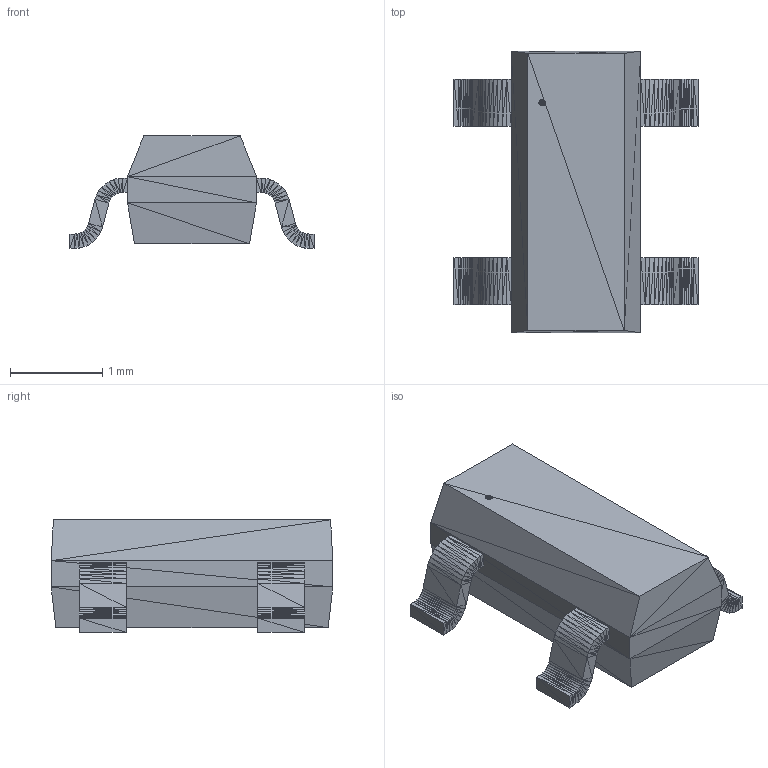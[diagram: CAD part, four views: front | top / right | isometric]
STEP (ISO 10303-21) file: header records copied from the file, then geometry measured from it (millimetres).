
FILE_DESCRIPTION((''),'2;1');
FILE_NAME('BATH', '2025-07-24T02:55:16', (''), (''), 'ImageToStl.com STEP Converter','', '');
FILE_SCHEMA(('AUTOMOTIVE_DESIGN_CC2'));
Length unit declared in the file: metre
Products named in the file (1): product0
Bounding box: 2.64 x 3.05 x 1.22 mm (x, y, z)
Surface area: 23 mm2 (no closed solid volume)
Topology: 0 solids, 792 shells, 792 faces, 2376 edges, 408 vertices
Faces by surface type: plane 792
Entity records: 18268 total; most frequent: DIRECTION 3962, ORIENTED_EDGE 2376, EDGE_CURVE 2376, LINE 2376, VECTOR 2376, AXIS2_PLACEMENT_3D 793, FACE_SURFACE 792, PLANE 792
